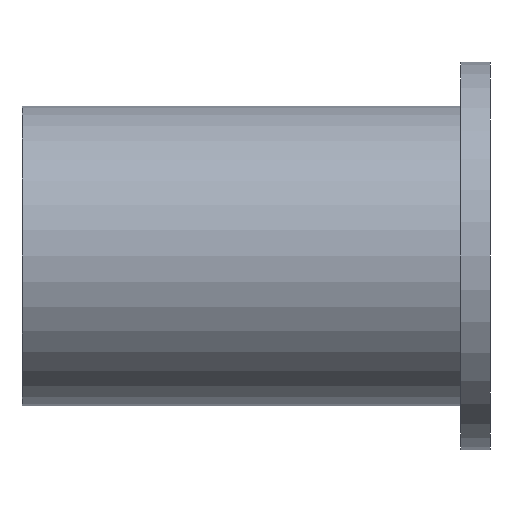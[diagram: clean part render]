
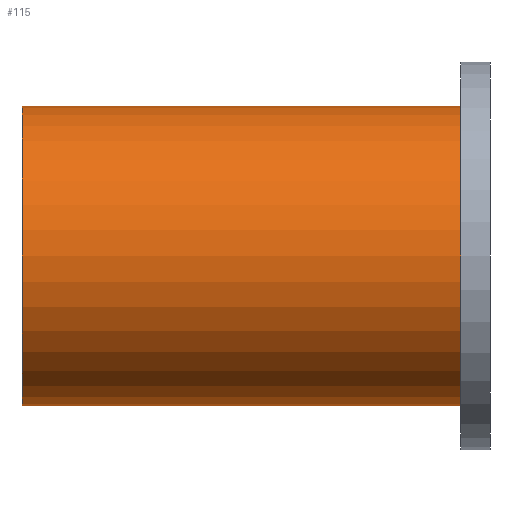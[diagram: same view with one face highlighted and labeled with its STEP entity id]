
A CAD part, front view. The second image highlights one B-rep face of the part: STEP entity #115.
In plain terms, the highlighted cylindrical face has radius 5.125 mm (diameter 10.25 mm), a full revolution.
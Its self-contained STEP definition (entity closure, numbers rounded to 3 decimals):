
#15=LINE('',#214,#18);
#18=VECTOR('',#176,5.125);
#21=CYLINDRICAL_SURFACE('',#145,5.125);
#28=FACE_OUTER_BOUND('',#35,.T.);
#35=EDGE_LOOP('',(#85,#86,#87,#88,#89,#90));
#42=CIRCLE('',#141,5.125);
#43=CIRCLE('',#142,5.125);
#46=CIRCLE('',#146,5.125);
#47=CIRCLE('',#147,5.125);
#54=VERTEX_POINT('',#201);
#55=VERTEX_POINT('',#202);
#58=VERTEX_POINT('',#210);
#59=VERTEX_POINT('',#211);
#66=EDGE_CURVE('',#54,#55,#42,.T.);
#67=EDGE_CURVE('',#55,#54,#43,.T.);
#70=EDGE_CURVE('',#58,#59,#46,.T.);
#71=EDGE_CURVE('',#59,#58,#47,.T.);
#72=EDGE_CURVE('',#59,#55,#15,.T.);
#85=ORIENTED_EDGE('',*,*,#70,.F.);
#86=ORIENTED_EDGE('',*,*,#71,.F.);
#87=ORIENTED_EDGE('',*,*,#72,.T.);
#88=ORIENTED_EDGE('',*,*,#67,.T.);
#89=ORIENTED_EDGE('',*,*,#66,.T.);
#90=ORIENTED_EDGE('',*,*,#72,.F.);
#115=ADVANCED_FACE('',(#28),#21,.T.);
#141=AXIS2_PLACEMENT_3D('',#203,#162,#163);
#142=AXIS2_PLACEMENT_3D('',#204,#164,#165);
#145=AXIS2_PLACEMENT_3D('',#209,#170,#171);
#146=AXIS2_PLACEMENT_3D('',#212,#172,#173);
#147=AXIS2_PLACEMENT_3D('',#213,#174,#175);
#162=DIRECTION('center_axis',(1.,0.,0.));
#163=DIRECTION('ref_axis',(0.,0.,-1.));
#164=DIRECTION('center_axis',(1.,0.,0.));
#165=DIRECTION('ref_axis',(0.,0.,-1.));
#170=DIRECTION('center_axis',(1.,0.,0.));
#171=DIRECTION('ref_axis',(0.,1.,0.));
#172=DIRECTION('center_axis',(1.,0.,0.));
#173=DIRECTION('ref_axis',(0.,0.,-1.));
#174=DIRECTION('center_axis',(1.,0.,0.));
#175=DIRECTION('ref_axis',(0.,0.,-1.));
#176=DIRECTION('',(-1.,0.,0.));
#201=CARTESIAN_POINT('',(0.,5.125,0.));
#202=CARTESIAN_POINT('',(0.,-5.125,0.));
#203=CARTESIAN_POINT('Origin',(0.,0.,0.));
#204=CARTESIAN_POINT('Origin',(0.,0.,0.));
#209=CARTESIAN_POINT('Origin',(7.5,0.,0.));
#210=CARTESIAN_POINT('',(15.,5.125,0.));
#211=CARTESIAN_POINT('',(15.,-5.125,0.));
#212=CARTESIAN_POINT('Origin',(15.,0.,0.));
#213=CARTESIAN_POINT('Origin',(15.,0.,0.));
#214=CARTESIAN_POINT('',(7.5,-5.125,0.));
